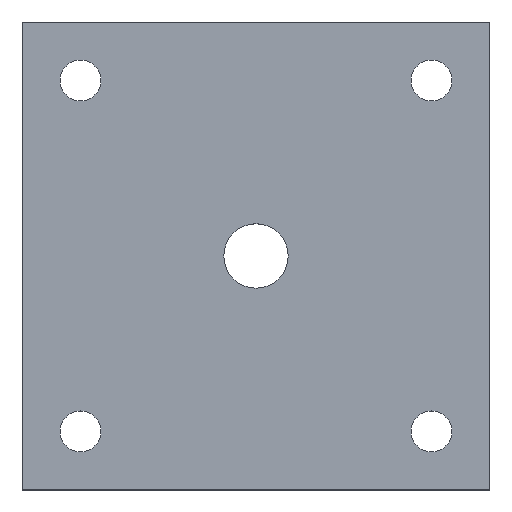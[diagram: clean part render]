
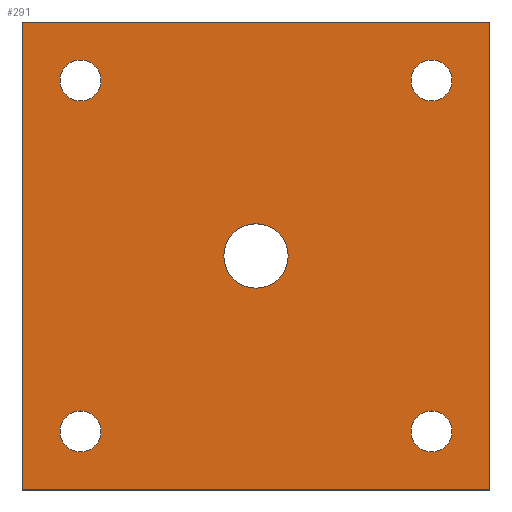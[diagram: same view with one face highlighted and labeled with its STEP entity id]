
A CAD part, top view. The second image highlights one B-rep face of the part: STEP entity #291.
In plain terms, the highlighted planar face has unit normal (0, 0, 1).
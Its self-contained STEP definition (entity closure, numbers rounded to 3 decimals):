
#25=FACE_BOUND('',#73,.T.);
#26=FACE_BOUND('',#74,.T.);
#27=FACE_BOUND('',#75,.T.);
#28=FACE_BOUND('',#76,.T.);
#29=FACE_BOUND('',#77,.T.);
#35=PLANE('',#336);
#51=FACE_OUTER_BOUND('',#72,.T.);
#72=EDGE_LOOP('',(#262,#263,#264,#265));
#73=EDGE_LOOP('',(#266));
#74=EDGE_LOOP('',(#267));
#75=EDGE_LOOP('',(#268));
#76=EDGE_LOOP('',(#269));
#77=EDGE_LOOP('',(#270));
#93=LINE('',#487,#115);
#95=LINE('',#491,#117);
#97=LINE('',#495,#119);
#99=LINE('',#498,#121);
#115=VECTOR('',#408,10.);
#117=VECTOR('',#412,10.);
#119=VECTOR('',#416,10.);
#121=VECTOR('',#420,10.);
#128=CIRCLE('',#315,2.75);
#130=CIRCLE('',#319,1.75);
#132=CIRCLE('',#323,1.75);
#134=CIRCLE('',#327,1.75);
#136=CIRCLE('',#331,1.75);
#147=VERTEX_POINT('',#448);
#149=VERTEX_POINT('',#456);
#151=VERTEX_POINT('',#464);
#153=VERTEX_POINT('',#472);
#155=VERTEX_POINT('',#480);
#156=VERTEX_POINT('',#484);
#157=VERTEX_POINT('',#486);
#158=VERTEX_POINT('',#490);
#159=VERTEX_POINT('',#494);
#171=EDGE_CURVE('',#147,#147,#128,.T.);
#175=EDGE_CURVE('',#149,#149,#130,.T.);
#179=EDGE_CURVE('',#151,#151,#132,.T.);
#183=EDGE_CURVE('',#153,#153,#134,.T.);
#187=EDGE_CURVE('',#155,#155,#136,.T.);
#190=EDGE_CURVE('',#157,#156,#93,.T.);
#192=EDGE_CURVE('',#158,#157,#95,.T.);
#194=EDGE_CURVE('',#159,#158,#97,.T.);
#196=EDGE_CURVE('',#156,#159,#99,.T.);
#262=ORIENTED_EDGE('',*,*,#196,.T.);
#263=ORIENTED_EDGE('',*,*,#194,.T.);
#264=ORIENTED_EDGE('',*,*,#192,.T.);
#265=ORIENTED_EDGE('',*,*,#190,.T.);
#266=ORIENTED_EDGE('',*,*,#171,.T.);
#267=ORIENTED_EDGE('',*,*,#179,.T.);
#268=ORIENTED_EDGE('',*,*,#187,.T.);
#269=ORIENTED_EDGE('',*,*,#183,.T.);
#270=ORIENTED_EDGE('',*,*,#175,.T.);
#291=ADVANCED_FACE('',(#51,#25,#26,#27,#28,#29),#35,.T.);
#315=AXIS2_PLACEMENT_3D('',#449,#362,#363);
#319=AXIS2_PLACEMENT_3D('',#457,#372,#373);
#323=AXIS2_PLACEMENT_3D('',#465,#382,#383);
#327=AXIS2_PLACEMENT_3D('',#473,#392,#393);
#331=AXIS2_PLACEMENT_3D('',#481,#402,#403);
#336=AXIS2_PLACEMENT_3D('',#499,#421,#422);
#362=DIRECTION('center_axis',(0.,0.,-1.));
#363=DIRECTION('ref_axis',(1.,0.,0.));
#372=DIRECTION('center_axis',(0.,0.,-1.));
#373=DIRECTION('ref_axis',(1.,0.,0.));
#382=DIRECTION('center_axis',(0.,0.,-1.));
#383=DIRECTION('ref_axis',(1.,0.,0.));
#392=DIRECTION('center_axis',(0.,0.,-1.));
#393=DIRECTION('ref_axis',(1.,0.,0.));
#402=DIRECTION('center_axis',(0.,0.,-1.));
#403=DIRECTION('ref_axis',(1.,0.,0.));
#408=DIRECTION('',(0.,1.,0.));
#412=DIRECTION('',(1.,0.,0.));
#416=DIRECTION('',(0.,-1.,0.));
#420=DIRECTION('',(-1.,0.,0.));
#421=DIRECTION('center_axis',(0.,0.,1.));
#422=DIRECTION('ref_axis',(1.,0.,0.));
#448=CARTESIAN_POINT('',(-2.75,0.,3.));
#449=CARTESIAN_POINT('Origin',(0.,0.,3.));
#456=CARTESIAN_POINT('',(-16.75,-15.,3.));
#457=CARTESIAN_POINT('Origin',(-15.,-15.,3.));
#464=CARTESIAN_POINT('',(-16.75,15.,3.));
#465=CARTESIAN_POINT('Origin',(-15.,15.,3.));
#472=CARTESIAN_POINT('',(13.25,15.,3.));
#473=CARTESIAN_POINT('Origin',(15.,15.,3.));
#480=CARTESIAN_POINT('',(13.25,-15.,3.));
#481=CARTESIAN_POINT('Origin',(15.,-15.,3.));
#484=CARTESIAN_POINT('',(20.,20.,3.));
#486=CARTESIAN_POINT('',(20.,-20.,3.));
#487=CARTESIAN_POINT('',(20.,20.,3.));
#490=CARTESIAN_POINT('',(-20.,-20.,3.));
#491=CARTESIAN_POINT('',(20.,-20.,3.));
#494=CARTESIAN_POINT('',(-20.,20.,3.));
#495=CARTESIAN_POINT('',(-20.,-20.,3.));
#498=CARTESIAN_POINT('',(-20.,20.,3.));
#499=CARTESIAN_POINT('Origin',(0.,0.,3.));
